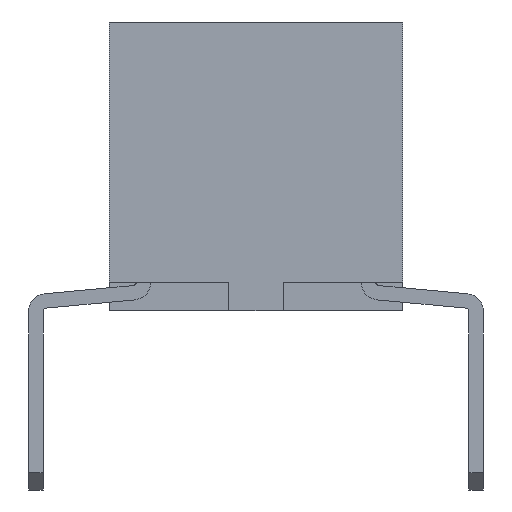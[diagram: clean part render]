
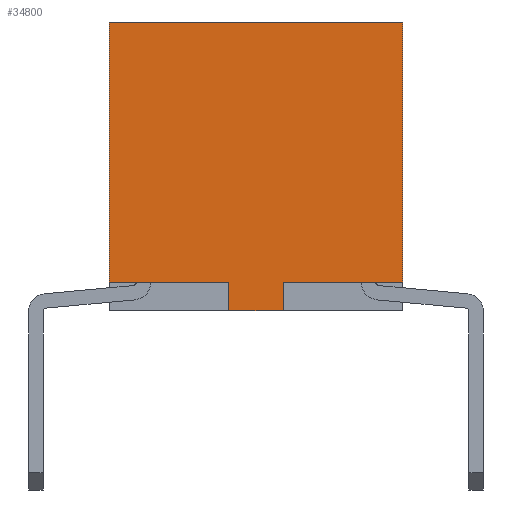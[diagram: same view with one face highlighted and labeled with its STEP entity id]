
A CAD part, front view. The second image highlights one B-rep face of the part: STEP entity #34800.
In plain terms, the highlighted face is planar.
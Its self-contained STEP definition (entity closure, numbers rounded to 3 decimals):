
#8841=ORIENTED_EDGE('',*,*,#12796,.F.);
#8842=ORIENTED_EDGE('',*,*,#12795,.T.);
#8843=ORIENTED_EDGE('',*,*,#9279,.T.);
#8844=ORIENTED_EDGE('',*,*,#12797,.F.);
#8845=ORIENTED_EDGE('',*,*,#12798,.F.);
#8846=ORIENTED_EDGE('',*,*,#12799,.F.);
#8847=ORIENTED_EDGE('',*,*,#9674,.T.);
#8848=ORIENTED_EDGE('',*,*,#12762,.T.);
#9279=EDGE_CURVE('',#12964,#12963,#15330,.T.);
#9674=EDGE_CURVE('',#13218,#13217,#15590,.T.);
#12762=EDGE_CURVE('',#13217,#15186,#17790,.T.);
#12795=EDGE_CURVE('',#15202,#12964,#17823,.T.);
#12796=EDGE_CURVE('',#15202,#15186,#17824,.T.);
#12797=EDGE_CURVE('',#15203,#12963,#17825,.T.);
#12798=EDGE_CURVE('',#15204,#15203,#17826,.T.);
#12799=EDGE_CURVE('',#13218,#15204,#17827,.T.);
#12963=VERTEX_POINT('',#44559);
#12964=VERTEX_POINT('',#44561);
#13217=VERTEX_POINT('',#45432);
#13218=VERTEX_POINT('',#45434);
#15186=VERTEX_POINT('',#52146);
#15202=VERTEX_POINT('',#52210);
#15203=VERTEX_POINT('',#52215);
#15204=VERTEX_POINT('',#52217);
#15330=LINE('',#44560,#17982);
#15590=LINE('',#45433,#18242);
#17790=LINE('',#52147,#20442);
#17823=LINE('',#52211,#20475);
#17824=LINE('',#52213,#20476);
#17825=LINE('',#52214,#20477);
#17826=LINE('',#52216,#20478);
#17827=LINE('',#52218,#20479);
#17982=VECTOR('',#37383,1000.);
#18242=VECTOR('',#38145,1000.);
#20442=VECTOR('',#44023,1000.);
#20475=VECTOR('',#44086,1000.);
#20476=VECTOR('',#44089,1000.);
#20477=VECTOR('',#44090,1000.);
#20478=VECTOR('',#44091,1000.);
#20479=VECTOR('',#44092,1000.);
#21887=EDGE_LOOP('',(#8841,#8842,#8843,#8844,#8845,#8846,#8847,#8848));
#23285=FACE_BOUND('',#21887,.T.);
#24125=PLANE('',#37037);
#34800=ADVANCED_FACE('',(#23285),#24125,.F.);
#37037=AXIS2_PLACEMENT_3D('',#52212,#44087,#44088);
#37383=DIRECTION('',(0.,-1.,0.));
#38145=DIRECTION('',(0.,-1.,0.));
#44023=DIRECTION('',(0.,0.,-1.));
#44086=DIRECTION('',(0.,0.,1.));
#44087=DIRECTION('',(1.,0.,0.));
#44088=DIRECTION('',(0.,0.,-1.));
#44089=DIRECTION('',(0.,1.,0.));
#44090=DIRECTION('',(0.,0.,-1.));
#44091=DIRECTION('',(0.,-1.,0.));
#44092=DIRECTION('',(0.,0.,1.));
#44559=CARTESIAN_POINT('',(-10.46,-2.54,-2.));
#44560=CARTESIAN_POINT('',(-10.46,0.,-2.));
#44561=CARTESIAN_POINT('',(-10.46,-0.47,-2.));
#45432=CARTESIAN_POINT('',(-10.46,0.47,-2.));
#45433=CARTESIAN_POINT('',(-10.46,0.,-2.));
#45434=CARTESIAN_POINT('',(-10.46,2.54,-2.));
#52146=CARTESIAN_POINT('',(-10.46,0.47,-2.5));
#52147=CARTESIAN_POINT('',(-10.46,0.47,0.));
#52210=CARTESIAN_POINT('',(-10.46,-0.47,-2.5));
#52211=CARTESIAN_POINT('',(-10.46,-0.47,0.));
#52212=CARTESIAN_POINT('',(-10.46,0.,0.));
#52213=CARTESIAN_POINT('',(-10.46,-2.54,-2.5));
#52214=CARTESIAN_POINT('',(-10.46,-2.54,2.5));
#52215=CARTESIAN_POINT('',(-10.46,-2.54,2.5));
#52216=CARTESIAN_POINT('',(-10.46,2.54,2.5));
#52217=CARTESIAN_POINT('',(-10.46,2.54,2.5));
#52218=CARTESIAN_POINT('',(-10.46,2.54,-2.5));
